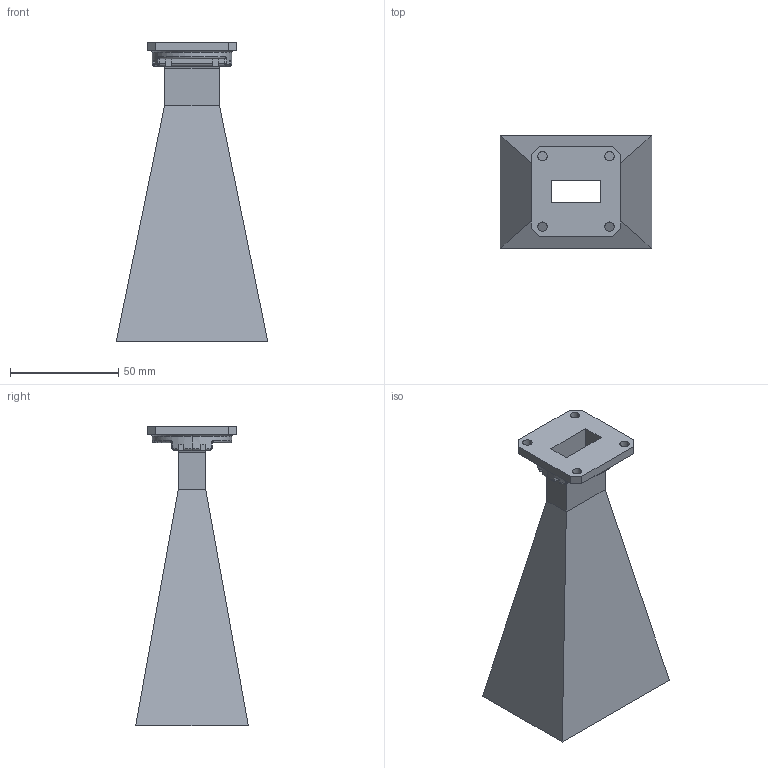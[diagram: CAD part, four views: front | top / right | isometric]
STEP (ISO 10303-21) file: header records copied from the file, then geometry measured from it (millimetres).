
FILE_DESCRIPTION (( 'STEP AP203' ), '1' );
FILE_NAME ('SH190-15.step', '2018-11-05T19:00:15', ( '' ), ( '' ), 'SwSTEP 2.0', 'SolidWorks 2017', '' );
FILE_SCHEMA (( 'CONFIG_CONTROL_DESIGN' ));
Length unit declared in the file: inch
Products named in the file (1): SH190-15
Bounding box: 70.1 x 52.07 x 138.68 mm (x, y, z)
Volume: 33511.7 mm3; surface area: 42482 mm2
Topology: 1 solids, 1 shells, 114 faces, 305 edges, 190 vertices
Faces by surface type: plane 71, cylinder 23, torus 14, bspline 6
Entity records: 3815 total; most frequent: CARTESIAN_POINT 915, ORIENTED_EDGE 602, DIRECTION 575, EDGE_CURVE 301, AXIS2_PLACEMENT_3D 196, VERTEX_POINT 190, LINE 183, VECTOR 183
